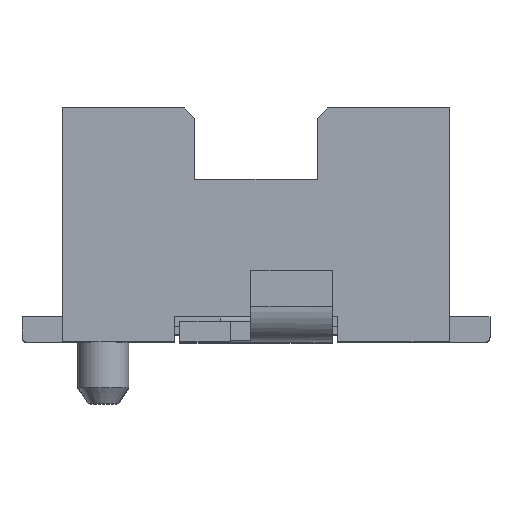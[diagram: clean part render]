
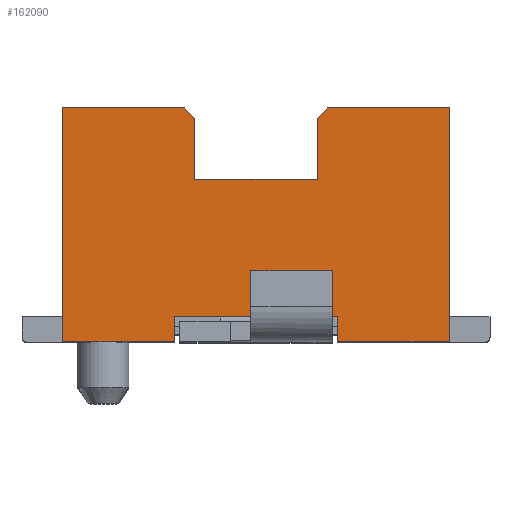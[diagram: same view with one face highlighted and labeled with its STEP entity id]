
A CAD part, top view. The second image highlights one B-rep face of the part: STEP entity #162090.
In plain terms, the highlighted planar face has unit normal (0, 0, 1).
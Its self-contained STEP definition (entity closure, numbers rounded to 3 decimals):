
#15290=CARTESIAN_POINT('',(-10.31,2.55,8.38));
#15300=DIRECTION('',(-1.,0.,0.));
#15310=VECTOR('',#15300,1.);
#15320=LINE('',#15290,#15310);
#15330=CARTESIAN_POINT('',(-10.31,2.55,8.38));
#15340=VERTEX_POINT('',#15330);
#15350=CARTESIAN_POINT('',(-11.51,2.55,8.38));
#15360=VERTEX_POINT('',#15350);
#15370=EDGE_CURVE('',#15340,#15360,#15320,.T.);
#19840=CARTESIAN_POINT('',(-14.11,2.55,8.38));
#19850=VERTEX_POINT('',#19840);
#19880=CARTESIAN_POINT('',(-14.11,0.25,8.38));
#19890=DIRECTION('',(0.,1.,0.));
#19900=VECTOR('',#19890,1.);
#19910=LINE('',#19880,#19900);
#19920=CARTESIAN_POINT('',(-14.11,0.25,8.38));
#19930=VERTEX_POINT('',#19920);
#19940=EDGE_CURVE('',#19930,#19850,#19910,.T.);
#69330=CARTESIAN_POINT('',(-12.91,2.55,8.38));
#69340=VERTEX_POINT('',#69330);
#69370=EDGE_CURVE('',#69340,#19850,#15320,.T.);
#120680=CARTESIAN_POINT('',(-10.31,0.25,8.38));
#120690=VERTEX_POINT('',#120680);
#120720=CARTESIAN_POINT('',(-10.31,0.25,8.38));
#120730=DIRECTION('',(0.,1.,0.));
#120740=VECTOR('',#120730,1.);
#120750=LINE('',#120720,#120740);
#120760=EDGE_CURVE('',#120690,#15340,#120750,.T.);
#159580=CARTESIAN_POINT('',(-15.25,0.25,8.38));
#159590=DIRECTION('',(1.,0.,0.));
#159600=VECTOR('',#159590,1.);
#159610=LINE('',#159580,#159600);
#159620=CARTESIAN_POINT('',(-11.41,0.25,8.38));
#159630=VERTEX_POINT('',#159620);
#159640=EDGE_CURVE('',#159630,#120690,#159610,.T.);
#160070=CARTESIAN_POINT('',(-11.41,0.5,8.38));
#160080=VERTEX_POINT('',#160070);
#160110=CARTESIAN_POINT('',(-11.41,0.25,8.38));
#160120=DIRECTION('',(0.,-1.,0.));
#160130=VECTOR('',#160120,1.);
#160140=LINE('',#160110,#160130);
#160150=EDGE_CURVE('',#160080,#159630,#160140,.T.);
#160860=CARTESIAN_POINT('',(-13.01,0.5,8.38));
#160870=VERTEX_POINT('',#160860);
#160900=CARTESIAN_POINT('',(-15.25,0.5,8.38));
#160910=DIRECTION('',(1.,0.,0.));
#160920=VECTOR('',#160910,1.);
#160930=LINE('',#160900,#160920);
#160940=EDGE_CURVE('',#160870,#160080,#160930,.T.);
#161470=CARTESIAN_POINT('',(-10.31,0.25,8.38));
#161480=DIRECTION('',(0.,0.,1.));
#161490=DIRECTION('',(-1.,0.,0.));
#161500=AXIS2_PLACEMENT_3D('',#161470,#161480,#161490);
#161510=PLANE('',#161500);
#161520=CARTESIAN_POINT('',(-13.81,0.25,8.38));
#161530=DIRECTION('',(0.707,0.707,0.));
#161540=VECTOR('',#161530,1.);
#161550=LINE('',#161520,#161540);
#161560=CARTESIAN_POINT('',(-11.61,2.45,8.38));
#161570=VERTEX_POINT('',#161560);
#161580=EDGE_CURVE('',#161570,#15360,#161550,.T.);
#161590=ORIENTED_EDGE('',*,*,#161580,.F.);
#161600=ORIENTED_EDGE('',*,*,#15370,.T.);
#161610=ORIENTED_EDGE('',*,*,#120760,.T.);
#161620=ORIENTED_EDGE('',*,*,#159640,.T.);
#161630=ORIENTED_EDGE('',*,*,#160150,.T.);
#161640=ORIENTED_EDGE('',*,*,#160940,.T.);
#161650=CARTESIAN_POINT('',(-13.01,0.25,8.38));
#161660=DIRECTION('',(0.,1.,0.));
#161670=VECTOR('',#161660,1.);
#161680=LINE('',#161650,#161670);
#161690=CARTESIAN_POINT('',(-13.01,0.25,8.38));
#161700=VERTEX_POINT('',#161690);
#161710=EDGE_CURVE('',#161700,#160870,#161680,.T.);
#161720=ORIENTED_EDGE('',*,*,#161710,.T.);
#161730=EDGE_CURVE('',#19930,#161700,#159610,.T.);
#161740=ORIENTED_EDGE('',*,*,#161730,.T.);
#161750=ORIENTED_EDGE('',*,*,#19940,.F.);
#161760=ORIENTED_EDGE('',*,*,#69370,.T.);
#161770=CARTESIAN_POINT('',(-10.61,0.25,8.38));
#161780=DIRECTION('',(0.707,-0.707,-0.));
#161790=VECTOR('',#161780,1.);
#161800=LINE('',#161770,#161790);
#161810=CARTESIAN_POINT('',(-12.81,2.45,8.38));
#161820=VERTEX_POINT('',#161810);
#161830=EDGE_CURVE('',#69340,#161820,#161800,.T.);
#161840=ORIENTED_EDGE('',*,*,#161830,.F.);
#161850=CARTESIAN_POINT('',(-12.81,0.25,8.38));
#161860=DIRECTION('',(0.,-1.,0.));
#161870=VECTOR('',#161860,1.);
#161880=LINE('',#161850,#161870);
#161890=CARTESIAN_POINT('',(-12.81,1.85,8.38));
#161900=VERTEX_POINT('',#161890);
#161910=EDGE_CURVE('',#161820,#161900,#161880,.T.);
#161920=ORIENTED_EDGE('',*,*,#161910,.F.);
#161930=CARTESIAN_POINT('',(-12.81,1.85,8.38));
#161940=DIRECTION('',(1.,0.,0.));
#161950=VECTOR('',#161940,1.);
#161960=LINE('',#161930,#161950);
#161970=CARTESIAN_POINT('',(-11.61,1.85,8.38));
#161980=VERTEX_POINT('',#161970);
#161990=EDGE_CURVE('',#161900,#161980,#161960,.T.);
#162000=ORIENTED_EDGE('',*,*,#161990,.F.);
#162010=CARTESIAN_POINT('',(-11.61,0.25,8.38));
#162020=DIRECTION('',(0.,1.,0.));
#162030=VECTOR('',#162020,1.);
#162040=LINE('',#162010,#162030);
#162050=EDGE_CURVE('',#161980,#161570,#162040,.T.);
#162060=ORIENTED_EDGE('',*,*,#162050,.F.);
#162070=EDGE_LOOP('',(#162060,#162000,#161920,#161840,#161760,#161750,
#161740,#161720,#161640,#161630,#161620,#161610,#161600,#161590));
#162080=FACE_OUTER_BOUND('',#162070,.T.);
#162090=ADVANCED_FACE('',(#162080),#161510,.T.);
